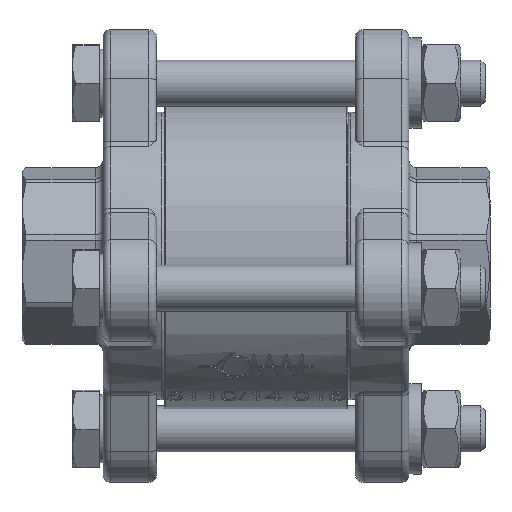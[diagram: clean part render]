
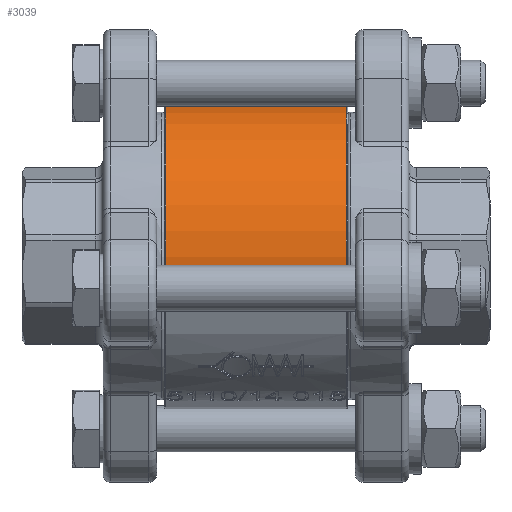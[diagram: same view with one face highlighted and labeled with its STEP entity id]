
A CAD part, front view. The second image highlights one B-rep face of the part: STEP entity #3039.
In plain terms, the highlighted cylindrical face has radius 20 mm (diameter 40 mm), a partial arc.
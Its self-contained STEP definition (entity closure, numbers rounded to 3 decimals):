
#476=CARTESIAN_POINT('',(-150.074,-61.093,72.019));
#477=VERTEX_POINT('',#476);
#478=CARTESIAN_POINT('',(-126.474,-61.093,72.019));
#479=VERTEX_POINT('',#478);
#480=CARTESIAN_POINT('',(-150.074,-61.093,72.019));
#481=DIRECTION('',(1.0,0.0,0.0));
#482=VECTOR('',#481,23.6);
#483=LINE('',#480,#482);
#484=EDGE_CURVE('',#477,#479,#483,.T.);
#906=CARTESIAN_POINT('',(-150.074,-77.108,48.705));
#907=VERTEX_POINT('',#906);
#908=CARTESIAN_POINT('',(-126.474,-77.108,48.705));
#909=VERTEX_POINT('',#908);
#916=CARTESIAN_POINT('',(-150.074,-77.108,48.705));
#917=DIRECTION('',(1.0,0.0,0.0));
#918=VECTOR('',#917,23.6);
#919=LINE('',#916,#918);
#920=EDGE_CURVE('',#907,#909,#919,.T.);
#3016=CARTESIAN_POINT('',(-150.274,-57.444,52.355));
#3017=DIRECTION('',(1.0,0.,0.));
#3018=DIRECTION('',(0.,0.49,0.872));
#3019=AXIS2_PLACEMENT_3D('',#3016,#3017,#3018);
#3020=CYLINDRICAL_SURFACE('',#3019,20.);
#3021=ORIENTED_EDGE('',*,*,#484,.F.);
#3022=CARTESIAN_POINT('',(-150.074,-57.444,52.355));
#3023=DIRECTION('',(-1.0,0.,0.));
#3024=DIRECTION('',(0.,0.49,0.872));
#3025=AXIS2_PLACEMENT_3D('',#3022,#3023,#3024);
#3026=CIRCLE('',#3025,20.);
#3027=EDGE_CURVE('',#907,#477,#3026,.T.);
#3028=ORIENTED_EDGE('',*,*,#3027,.F.);
#3029=ORIENTED_EDGE('',*,*,#920,.T.);
#3030=CARTESIAN_POINT('',(-126.474,-57.444,52.355));
#3031=DIRECTION('',(1.0,0.,0.));
#3032=DIRECTION('',(0.,0.49,0.872));
#3033=AXIS2_PLACEMENT_3D('',#3030,#3031,#3032);
#3034=CIRCLE('',#3033,20.);
#3035=EDGE_CURVE('',#479,#909,#3034,.T.);
#3036=ORIENTED_EDGE('',*,*,#3035,.F.);
#3037=EDGE_LOOP('',(#3021,#3028,#3029,#3036));
#3038=FACE_OUTER_BOUND('',#3037,.T.);
#3039=ADVANCED_FACE('',(#3038),#3020,.T.);
